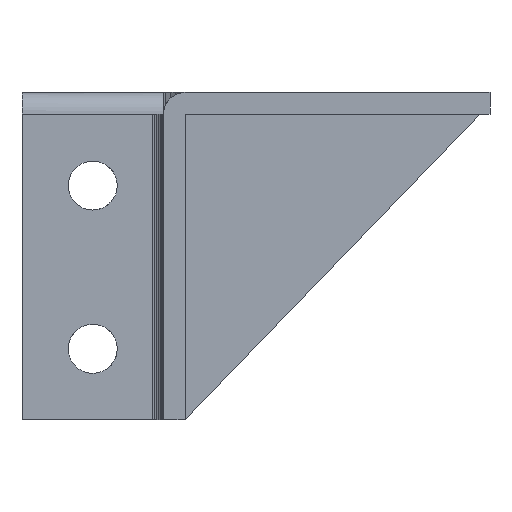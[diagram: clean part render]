
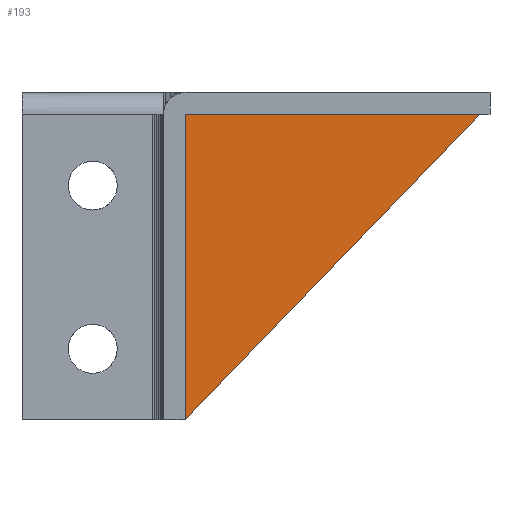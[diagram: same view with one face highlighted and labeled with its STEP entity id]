
A CAD part, left-side view. The second image highlights one B-rep face of the part: STEP entity #193.
In plain terms, the highlighted planar face has unit normal (-1, 0, 0).
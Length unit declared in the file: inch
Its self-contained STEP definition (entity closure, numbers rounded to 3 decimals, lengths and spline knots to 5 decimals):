
#193=ADVANCED_FACE('',(#432),#433,.T.);
#432=FACE_OUTER_BOUND('',#821,.T.);
#433=PLANE('',#822);
#821=EDGE_LOOP('',(#1467,#1468,#1469));
#822=AXIS2_PLACEMENT_3D('',#1470,#1471,#1472);
#1467=ORIENTED_EDGE('',*,*,#1978,.F.);
#1468=ORIENTED_EDGE('',*,*,#1773,.F.);
#1469=ORIENTED_EDGE('',*,*,#1747,.F.);
#1470=CARTESIAN_POINT('',(1.37196,-1.02597,2.33135));
#1471=DIRECTION('',(-1.0,0.,0.));
#1472=DIRECTION('',(0.,-1.0,0.0));
#1747=EDGE_CURVE('',#2056,#2059,#2060,.T.);
#1773=EDGE_CURVE('',#2059,#2105,#2106,.T.);
#1978=EDGE_CURVE('',#2105,#2056,#2427,.T.);
#2056=VERTEX_POINT('',#2512);
#2059=VERTEX_POINT('',#2516);
#2060=LINE('',#2517,#2518);
#2105=VERTEX_POINT('',#2674);
#2106=LINE('',#2675,#2676);
#2427=LINE('',#3410,#3411);
#2512=CARTESIAN_POINT('',(1.37196,-3.17652,3.5));
#2516=CARTESIAN_POINT('',(1.37196,0.2,0.0));
#2517=CARTESIAN_POINT('',(1.37196,-3.29344,3.6212));
#2518=VECTOR('',#3571,1.);
#2674=CARTESIAN_POINT('',(1.37196,0.2,3.5));
#2675=CARTESIAN_POINT('',(1.37196,0.2,3.6212));
#2676=VECTOR('',#3584,1.);
#3410=CARTESIAN_POINT('',(1.37196,-1.28634,3.5));
#3411=VECTOR('',#3725,1.);
#3571=DIRECTION('',(-0.0,0.694,-0.72));
#3584=DIRECTION('',(0.0,0.0,1.0));
#3725=DIRECTION('',(0.,-1.0,0.0));
